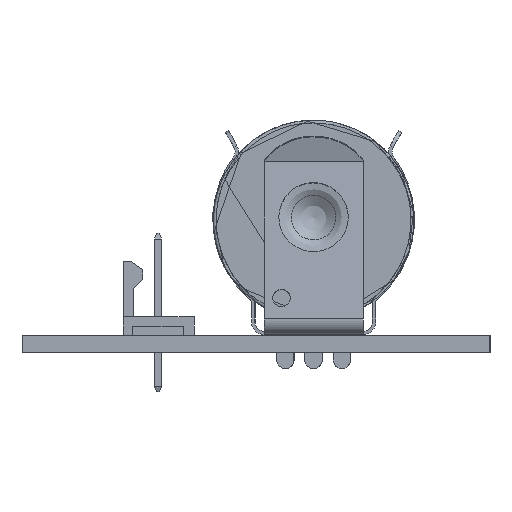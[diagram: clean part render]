
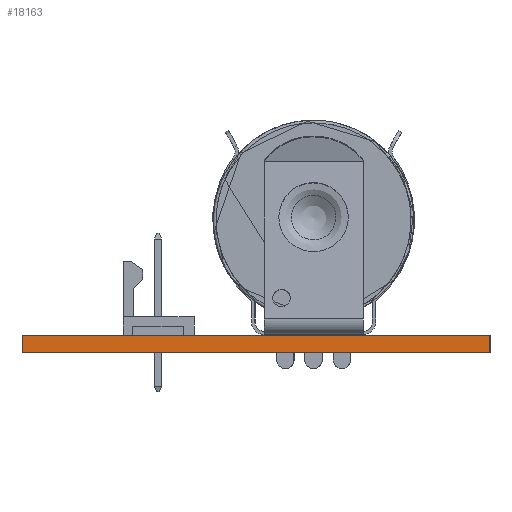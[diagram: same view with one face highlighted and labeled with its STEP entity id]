
A CAD part, left-side view. The second image highlights one B-rep face of the part: STEP entity #18163.
In plain terms, the highlighted planar face has unit normal (-1, 0, 0).
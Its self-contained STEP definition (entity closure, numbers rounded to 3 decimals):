
#18163 = ADVANCED_FACE('',(#18164),#18178,.T.);
#18164 = FACE_BOUND('',#18165,.T.);
#18165 = EDGE_LOOP('',(#18166,#18201,#18229,#18257));
#18166 = ORIENTED_EDGE('',*,*,#18167,.T.);
#18167 = EDGE_CURVE('',#18168,#18170,#18172,.T.);
#18168 = VERTEX_POINT('',#18169);
#18169 = CARTESIAN_POINT('',(-2.,-34.,0.));
#18170 = VERTEX_POINT('',#18171);
#18171 = CARTESIAN_POINT('',(-2.,-34.,1.6));
#18172 = SURFACE_CURVE('',#18173,(#18177,#18189),.PCURVE_S1.);
#18173 = LINE('',#18174,#18175);
#18174 = CARTESIAN_POINT('',(-2.,-34.,0.));
#18175 = VECTOR('',#18176,1.);
#18176 = DIRECTION('',(0.,0.,1.));
#18177 = PCURVE('',#18178,#18183);
#18178 = PLANE('',#18179);
#18179 = AXIS2_PLACEMENT_3D('',#18180,#18181,#18182);
#18180 = CARTESIAN_POINT('',(-2.,-34.,0.));
#18181 = DIRECTION('',(-1.,0.,0.));
#18182 = DIRECTION('',(0.,1.,0.));
#18183 = DEFINITIONAL_REPRESENTATION('',(#18184),#18188);
#18184 = LINE('',#18185,#18186);
#18185 = CARTESIAN_POINT('',(0.,0.));
#18186 = VECTOR('',#18187,1.);
#18187 = DIRECTION('',(0.,-1.));
#18188 = ( GEOMETRIC_REPRESENTATION_CONTEXT(2) 
PARAMETRIC_REPRESENTATION_CONTEXT() REPRESENTATION_CONTEXT('2D SPACE',''
  ) );
#18189 = PCURVE('',#18190,#18195);
#18190 = PLANE('',#18191);
#18191 = AXIS2_PLACEMENT_3D('',#18192,#18193,#18194);
#18192 = CARTESIAN_POINT('',(73.,-34.,0.));
#18193 = DIRECTION('',(0.,-1.,0.));
#18194 = DIRECTION('',(-1.,0.,0.));
#18195 = DEFINITIONAL_REPRESENTATION('',(#18196),#18200);
#18196 = LINE('',#18197,#18198);
#18197 = CARTESIAN_POINT('',(75.,0.));
#18198 = VECTOR('',#18199,1.);
#18199 = DIRECTION('',(0.,-1.));
#18200 = ( GEOMETRIC_REPRESENTATION_CONTEXT(2) 
PARAMETRIC_REPRESENTATION_CONTEXT() REPRESENTATION_CONTEXT('2D SPACE',''
  ) );
#18201 = ORIENTED_EDGE('',*,*,#18202,.T.);
#18202 = EDGE_CURVE('',#18170,#18203,#18205,.T.);
#18203 = VERTEX_POINT('',#18204);
#18204 = CARTESIAN_POINT('',(-2.,8.,1.6));
#18205 = SURFACE_CURVE('',#18206,(#18210,#18217),.PCURVE_S1.);
#18206 = LINE('',#18207,#18208);
#18207 = CARTESIAN_POINT('',(-2.,-34.,1.6));
#18208 = VECTOR('',#18209,1.);
#18209 = DIRECTION('',(0.,1.,0.));
#18210 = PCURVE('',#18178,#18211);
#18211 = DEFINITIONAL_REPRESENTATION('',(#18212),#18216);
#18212 = LINE('',#18213,#18214);
#18213 = CARTESIAN_POINT('',(0.,-1.6));
#18214 = VECTOR('',#18215,1.);
#18215 = DIRECTION('',(1.,0.));
#18216 = ( GEOMETRIC_REPRESENTATION_CONTEXT(2) 
PARAMETRIC_REPRESENTATION_CONTEXT() REPRESENTATION_CONTEXT('2D SPACE',''
  ) );
#18217 = PCURVE('',#18218,#18223);
#18218 = PLANE('',#18219);
#18219 = AXIS2_PLACEMENT_3D('',#18220,#18221,#18222);
#18220 = CARTESIAN_POINT('',(35.5,-13.,1.6));
#18221 = DIRECTION('',(-0.,-0.,-1.));
#18222 = DIRECTION('',(-1.,0.,0.));
#18223 = DEFINITIONAL_REPRESENTATION('',(#18224),#18228);
#18224 = LINE('',#18225,#18226);
#18225 = CARTESIAN_POINT('',(37.5,-21.));
#18226 = VECTOR('',#18227,1.);
#18227 = DIRECTION('',(0.,1.));
#18228 = ( GEOMETRIC_REPRESENTATION_CONTEXT(2) 
PARAMETRIC_REPRESENTATION_CONTEXT() REPRESENTATION_CONTEXT('2D SPACE',''
  ) );
#18229 = ORIENTED_EDGE('',*,*,#18230,.F.);
#18230 = EDGE_CURVE('',#18231,#18203,#18233,.T.);
#18231 = VERTEX_POINT('',#18232);
#18232 = CARTESIAN_POINT('',(-2.,8.,0.));
#18233 = SURFACE_CURVE('',#18234,(#18238,#18245),.PCURVE_S1.);
#18234 = LINE('',#18235,#18236);
#18235 = CARTESIAN_POINT('',(-2.,8.,0.));
#18236 = VECTOR('',#18237,1.);
#18237 = DIRECTION('',(0.,0.,1.));
#18238 = PCURVE('',#18178,#18239);
#18239 = DEFINITIONAL_REPRESENTATION('',(#18240),#18244);
#18240 = LINE('',#18241,#18242);
#18241 = CARTESIAN_POINT('',(42.,0.));
#18242 = VECTOR('',#18243,1.);
#18243 = DIRECTION('',(0.,-1.));
#18244 = ( GEOMETRIC_REPRESENTATION_CONTEXT(2) 
PARAMETRIC_REPRESENTATION_CONTEXT() REPRESENTATION_CONTEXT('2D SPACE',''
  ) );
#18245 = PCURVE('',#18246,#18251);
#18246 = PLANE('',#18247);
#18247 = AXIS2_PLACEMENT_3D('',#18248,#18249,#18250);
#18248 = CARTESIAN_POINT('',(-2.,8.,0.));
#18249 = DIRECTION('',(0.,1.,0.));
#18250 = DIRECTION('',(1.,0.,0.));
#18251 = DEFINITIONAL_REPRESENTATION('',(#18252),#18256);
#18252 = LINE('',#18253,#18254);
#18253 = CARTESIAN_POINT('',(0.,0.));
#18254 = VECTOR('',#18255,1.);
#18255 = DIRECTION('',(0.,-1.));
#18256 = ( GEOMETRIC_REPRESENTATION_CONTEXT(2) 
PARAMETRIC_REPRESENTATION_CONTEXT() REPRESENTATION_CONTEXT('2D SPACE',''
  ) );
#18257 = ORIENTED_EDGE('',*,*,#18258,.F.);
#18258 = EDGE_CURVE('',#18168,#18231,#18259,.T.);
#18259 = SURFACE_CURVE('',#18260,(#18264,#18271),.PCURVE_S1.);
#18260 = LINE('',#18261,#18262);
#18261 = CARTESIAN_POINT('',(-2.,-34.,0.));
#18262 = VECTOR('',#18263,1.);
#18263 = DIRECTION('',(0.,1.,0.));
#18264 = PCURVE('',#18178,#18265);
#18265 = DEFINITIONAL_REPRESENTATION('',(#18266),#18270);
#18266 = LINE('',#18267,#18268);
#18267 = CARTESIAN_POINT('',(0.,0.));
#18268 = VECTOR('',#18269,1.);
#18269 = DIRECTION('',(1.,0.));
#18270 = ( GEOMETRIC_REPRESENTATION_CONTEXT(2) 
PARAMETRIC_REPRESENTATION_CONTEXT() REPRESENTATION_CONTEXT('2D SPACE',''
  ) );
#18271 = PCURVE('',#18272,#18277);
#18272 = PLANE('',#18273);
#18273 = AXIS2_PLACEMENT_3D('',#18274,#18275,#18276);
#18274 = CARTESIAN_POINT('',(35.5,-13.,0.));
#18275 = DIRECTION('',(-0.,-0.,-1.));
#18276 = DIRECTION('',(-1.,0.,0.));
#18277 = DEFINITIONAL_REPRESENTATION('',(#18278),#18282);
#18278 = LINE('',#18279,#18280);
#18279 = CARTESIAN_POINT('',(37.5,-21.));
#18280 = VECTOR('',#18281,1.);
#18281 = DIRECTION('',(0.,1.));
#18282 = ( GEOMETRIC_REPRESENTATION_CONTEXT(2) 
PARAMETRIC_REPRESENTATION_CONTEXT() REPRESENTATION_CONTEXT('2D SPACE',''
  ) );
